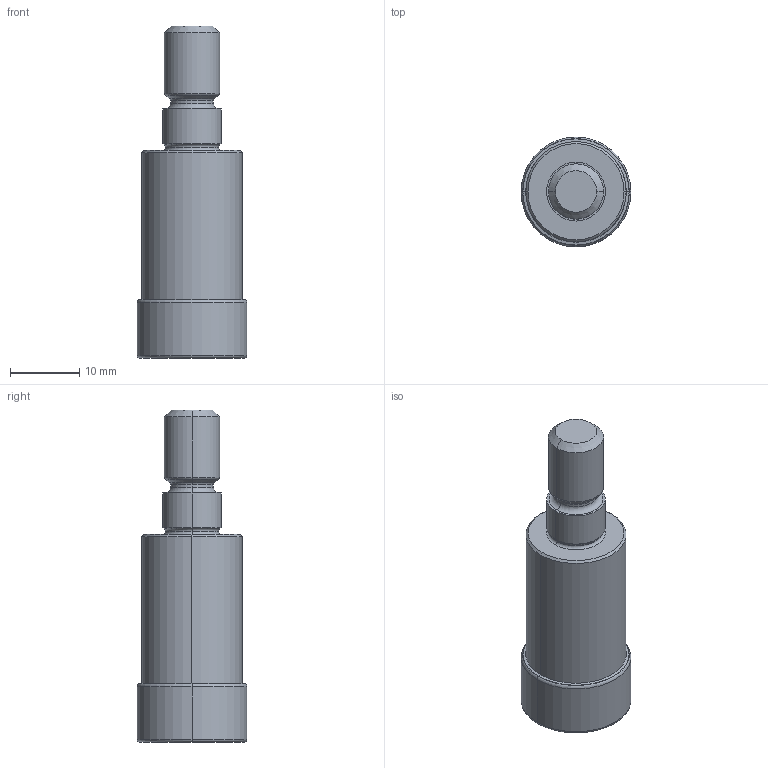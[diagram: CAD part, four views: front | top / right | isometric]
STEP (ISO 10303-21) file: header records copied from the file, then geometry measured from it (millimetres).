
FILE_DESCRIPTION(/* description */ (''),/* implementation_level */ '2;1');
FILE_NAME(/* name */ 'VPX200UR1002AM0830_IR0_016.stp',/* time_stamp */ '2021-09-08T11:38:55+09:00',/* author */ (''),/* organization */ (''),/* preprocessor_version */ 'ST-DEVELOPER v16',/* originating_system */ 'SIEMENS PLM Software NX 10.0',/* authorisation */ '');
FILE_SCHEMA (('AUTOMOTIVE_DESIGN { 1 0 10303 214 3 1 1 1 }'));
Length unit declared in the file: millimetre
Products named in the file (1): VPX200UR1002AM0830_IR0_016_ASM
Bounding box: 15.88 x 15.88 x 48 mm (x, y, z)
Volume: 6607.4 mm3; surface area: 2975.7 mm2
Topology: 2 solids, 2 shells, 69 faces, 162 edges, 115 vertices
Faces by surface type: torus 20, revolution 14, cone 12, cylinder 12, bspline 6, plane 5
Entity records: 2917 total; most frequent: CARTESIAN_POINT 1177, DIRECTION 386, ORIENTED_EDGE 296, AXIS2_PLACEMENT_3D 173, EDGE_CURVE 148, CIRCLE 113, VERTEX_POINT 84, EDGE_LOOP 72
